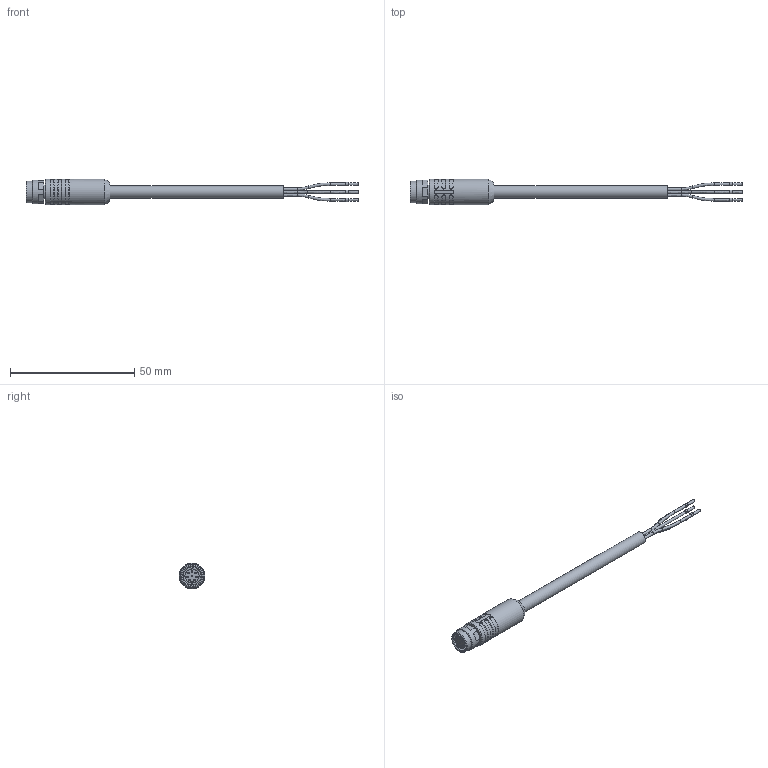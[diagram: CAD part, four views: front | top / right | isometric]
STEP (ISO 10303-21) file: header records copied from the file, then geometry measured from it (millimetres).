
FILE_DESCRIPTION(/* description */ (''),/* implementation_level */ '2;1');
FILE_NAME(/* name */ 'AL-SKPS8-m_S370.stp',/* time_stamp */ '2023-05-30T11:03:47+02:00',/* author */ ('ESCHA GmbH & Co. KG'),/* organization */ ('ESCHA GmbH & Co. KG'),/* preprocessor_version */ 'ST-DEVELOPER v16',/* originating_system */ 'SIEMENS PLM Software NX 10.0',/* authorisation */ '');
FILE_SCHEMA (('AUTOMOTIVE_DESIGN { 1 0 10303 214 3 1 1 1 }'));
Length unit declared in the file: millimetre
Products named in the file (1): 5029877__Umspritzung_part_320459
Bounding box: 133.35 x 10.3 x 10.3 mm (x, y, z)
Volume: 4062.9 mm3; surface area: 3124.7 mm2
Topology: 1 solids, 1 shells, 188 faces, 397 edges, 246 vertices
Faces by surface type: plane 55, cylinder 51, bspline 44, torus 28, cone 10
Full cylindrical faces by diameter (mm): 0.7 x8, 1.1 x2, 1.4 x5, 5.1 x1, 5.9 x1, 7.2 x1, 8.8 x1, 9.6 x1, 10.3 x1
Entity records: 7766 total; most frequent: CARTESIAN_POINT 4242, DIRECTION 690, ORIENTED_EDGE 662, EDGE_CURVE 331, AXIS2_PLACEMENT_3D 314, EDGE_LOOP 271, VERTEX_POINT 228, ADVANCED_FACE 188
